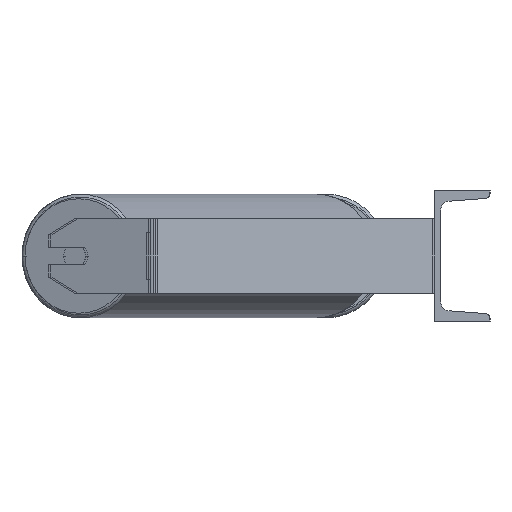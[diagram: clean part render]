
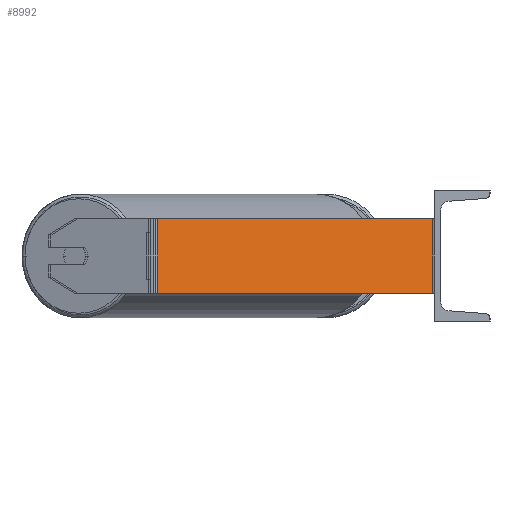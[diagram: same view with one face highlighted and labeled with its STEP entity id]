
A CAD part, left-side view. The second image highlights one B-rep face of the part: STEP entity #8992.
In plain terms, the highlighted planar face has unit normal (-0.966, -0.259, 0).
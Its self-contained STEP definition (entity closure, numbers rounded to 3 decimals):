
#168 = VECTOR ( 'NONE', #651, 1000. ) ;
#318 = LINE ( 'NONE', #3063, #8657 ) ;
#476 = DIRECTION ( 'NONE',  ( -0.259, 0.966, 0. ) ) ;
#651 = DIRECTION ( 'NONE',  ( 0.259, -0.966, 0. ) ) ;
#934 = VERTEX_POINT ( 'NONE', #8365 ) ;
#1082 = VERTEX_POINT ( 'NONE', #7990 ) ;
#1514 = CARTESIAN_POINT ( 'NONE',  ( -1085., 0., 40. ) ) ;
#1539 = CARTESIAN_POINT ( 'NONE',  ( -1166.114, 302.721, -40. ) ) ;
#1655 = CARTESIAN_POINT ( 'NONE',  ( -1085., 0., 40. ) ) ;
#1980 = EDGE_CURVE ( 'NONE', #934, #6320, #318, .T. ) ;
#2066 = CARTESIAN_POINT ( 'NONE',  ( -1166.114, 302.721, 40. ) ) ;
#2073 = EDGE_CURVE ( 'NONE', #6194, #1082, #2219, .T. ) ;
#2219 = LINE ( 'NONE', #1514, #5726 ) ;
#2354 = DIRECTION ( 'NONE',  ( 0., 0., -1. ) ) ;
#3063 = CARTESIAN_POINT ( 'NONE',  ( -1164.808, 297.848, 40. ) ) ;
#3428 = LINE ( 'NONE', #4068, #8838 ) ;
#3476 = CARTESIAN_POINT ( 'NONE',  ( -1164.808, 297.848, -40. ) ) ;
#3663 = ORIENTED_EDGE ( 'NONE', *, *, #1980, .T. ) ;
#3793 = ORIENTED_EDGE ( 'NONE', *, *, #5390, .T. ) ;
#3855 = EDGE_CURVE ( 'NONE', #934, #6194, #3428, .T. ) ;
#4068 = CARTESIAN_POINT ( 'NONE',  ( -1166.114, 302.721, 40. ) ) ;
#4950 = EDGE_LOOP ( 'NONE', ( #3793, #6667, #7868, #3663 ) ) ;
#5390 = EDGE_CURVE ( 'NONE', #6320, #1082, #7034, .T. ) ;
#5573 = PLANE ( 'NONE',  #7704 ) ;
#5726 = VECTOR ( 'NONE', #6489, 1000. ) ;
#6194 = VERTEX_POINT ( 'NONE', #1655 ) ;
#6320 = VERTEX_POINT ( 'NONE', #3476 ) ;
#6489 = DIRECTION ( 'NONE',  ( 0., 0., -1. ) ) ;
#6667 = ORIENTED_EDGE ( 'NONE', *, *, #2073, .F. ) ;
#7034 = LINE ( 'NONE', #1539, #168 ) ;
#7704 = AXIS2_PLACEMENT_3D ( 'NONE', #2066, #8977, #476 ) ;
#7868 = ORIENTED_EDGE ( 'NONE', *, *, #3855, .F. ) ;
#7990 = CARTESIAN_POINT ( 'NONE',  ( -1085., 0., -40. ) ) ;
#8256 = DIRECTION ( 'NONE',  ( 0.259, -0.966, 0. ) ) ;
#8365 = CARTESIAN_POINT ( 'NONE',  ( -1164.808, 297.848, 40. ) ) ;
#8657 = VECTOR ( 'NONE', #2354, 1000. ) ;
#8838 = VECTOR ( 'NONE', #8256, 1000. ) ;
#8977 = DIRECTION ( 'NONE',  ( 0.966, 0.259, 0. ) ) ;
#8992 = ADVANCED_FACE ( 'NONE', ( #9072 ), #5573, .F. ) ;
#9072 = FACE_OUTER_BOUND ( 'NONE', #4950, .T. ) ;
